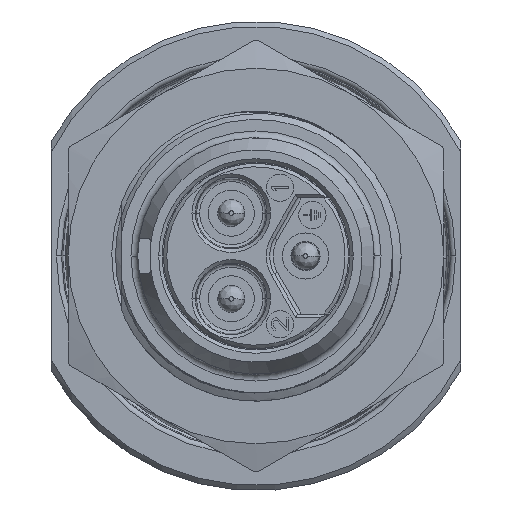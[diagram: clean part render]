
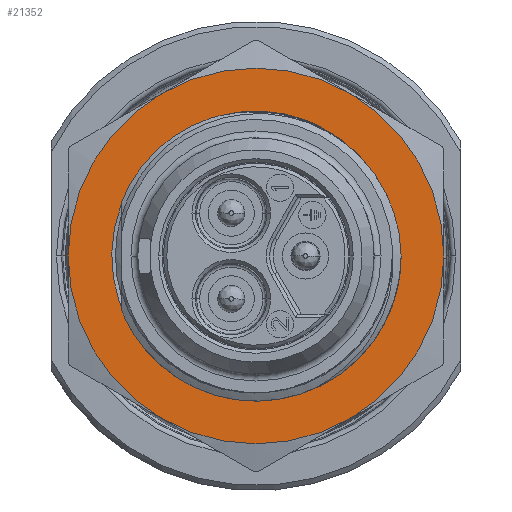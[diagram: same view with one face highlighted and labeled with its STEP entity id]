
A CAD part, left-side view. The second image highlights one B-rep face of the part: STEP entity #21352.
In plain terms, the highlighted planar face has unit normal (-1, 0, 0).
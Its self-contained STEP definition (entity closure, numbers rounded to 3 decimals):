
#1121=DIRECTION('',(0.,0.,1.));
#1122=VECTOR('',#1121,0.138);
#1123=CARTESIAN_POINT('',(11.5,20.55,-10.751));
#1124=LINE('1564',#1123,#1122);
#4526=CARTESIAN_POINT('',(11.5,15.277,-5.666));
#4527=CARTESIAN_POINT('',(11.5,15.19,-5.641));
#4528=CARTESIAN_POINT('',(11.5,15.016,-5.594));
#4529=CARTESIAN_POINT('',(11.5,14.84,-5.552));
#4530=CARTESIAN_POINT('',(11.5,14.752,-5.532));
#4574=CARTESIAN_POINT('',(11.5,12.65,-13.75));
#4575=DIRECTION('',(1.,0.,0.));
#4576=DIRECTION('',(0.,0.929,0.369));
#4577=AXIS2_PLACEMENT_3D('',#4574,#4575,#4576);
#4596=CARTESIAN_POINT('',(11.5,12.65,-13.75));
#4597=DIRECTION('',(1.,0.,0.));
#4598=DIRECTION('',(0.,-0.5,0.866));
#4599=AXIS2_PLACEMENT_3D('',#4596,#4597,#4598);
#4601=CARTESIAN_POINT('',(11.5,12.65,-13.75));
#4602=DIRECTION('',(1.,0.,0.));
#4603=DIRECTION('',(0.,-1.,0.));
#4604=AXIS2_PLACEMENT_3D('',#4601,#4602,#4603);
#4606=CARTESIAN_POINT('',(11.5,12.65,-13.75));
#4607=DIRECTION('',(-1.,0.,0.));
#4608=DIRECTION('',(0.,1.,0.));
#4609=AXIS2_PLACEMENT_3D('',#4606,#4607,#4608);
#4611=CARTESIAN_POINT('',(11.5,12.65,-13.75));
#4612=DIRECTION('',(-1.,0.,0.));
#4613=DIRECTION('',(0.,0.5,0.866));
#4614=AXIS2_PLACEMENT_3D('',#4611,#4612,#4613);
#4616=CARTESIAN_POINT('',(11.5,14.752,-5.532));
#4617=CARTESIAN_POINT('',(11.5,14.614,-5.499));
#4618=CARTESIAN_POINT('',(11.5,14.34,-5.44));
#4619=CARTESIAN_POINT('',(11.5,13.927,-5.374));
#4620=CARTESIAN_POINT('',(11.5,13.524,-5.331));
#4621=CARTESIAN_POINT('',(11.5,13.267,-5.317));
#4622=CARTESIAN_POINT('',(11.5,13.141,-5.314));
#4640=CARTESIAN_POINT('',(11.5,7.15,-4.224));
#4642=CARTESIAN_POINT('',(11.5,12.65,-13.75));
#4643=DIRECTION('',(-1.,0.,0.));
#4644=DIRECTION('',(0.,-0.5,0.866));
#4645=AXIS2_PLACEMENT_3D('',#4642,#4643,#4644);
#4896=CARTESIAN_POINT('',(11.5,18.15,-23.276));
#4898=CARTESIAN_POINT('',(11.5,12.65,-13.75));
#4899=DIRECTION('',(-1.,0.,0.));
#4900=DIRECTION('',(0.,0.5,-0.866));
#4901=AXIS2_PLACEMENT_3D('',#4898,#4899,#4900);
#4945=CARTESIAN_POINT('',(11.5,7.15,-23.276));
#4989=CARTESIAN_POINT('',(11.5,1.65,-13.75));
#7057=CARTESIAN_POINT('',(11.5,23.65,-13.75));
#7101=CARTESIAN_POINT('',(11.5,18.15,-4.224));
#7137=CARTESIAN_POINT('',(11.5,12.65,-13.75));
#7138=DIRECTION('',(1.,0.,0.));
#7139=DIRECTION('',(0.,0.058,0.998));
#7140=AXIS2_PLACEMENT_3D('',#7137,#7138,#7139);
#14042=VERTEX_POINT('',#4640);
#14045=VERTEX_POINT('',#4989);
#14048=VERTEX_POINT('',#4945);
#14060=VERTEX_POINT('',#4896);
#14063=VERTEX_POINT('',#7057);
#14066=VERTEX_POINT('',#7101);
#14072=CARTESIAN_POINT('',(11.5,20.55,-10.613));
#14073=CARTESIAN_POINT('',(11.5,15.277,-5.666));
#14074=VERTEX_POINT('',#14072);
#14075=VERTEX_POINT('',#14073);
#14076=VERTEX_POINT('',#4530);
#14081=CARTESIAN_POINT('',(11.5,20.55,-10.751));
#14082=VERTEX_POINT('',#14081);
#14091=VERTEX_POINT('',#4622);
#21324=CARTESIAN_POINT('',(11.5,12.65,-13.75));
#21325=DIRECTION('',(1.,0.,0.));
#21326=DIRECTION('',(0.,0.,-1.));
#21327=AXIS2_PLACEMENT_3D('',#21324,#21325,#21326);
#21328=PLANE('340',#21327);
#21330=ORIENTED_EDGE('1521',*,*,#21329,.F.);
#21332=ORIENTED_EDGE('1512',*,*,#21331,.T.);
#21334=ORIENTED_EDGE('1513',*,*,#21333,.T.);
#21336=ORIENTED_EDGE('1520',*,*,#21335,.F.);
#21338=ORIENTED_EDGE('1517',*,*,#21337,.F.);
#21340=ORIENTED_EDGE('1516',*,*,#21339,.F.);
#21341=EDGE_LOOP('340',(#21330,#21332,#21334,#21336,#21338,#21340));
#21342=FACE_OUTER_BOUND('340',#21341,.F.);
#21343=ORIENTED_EDGE('1550',*,*,#21317,.F.);
#21344=ORIENTED_EDGE('1564',*,*,#17889,.F.);
#21346=ORIENTED_EDGE('1692',*,*,#21345,.F.);
#21348=ORIENTED_EDGE('1672',*,*,#21347,.F.);
#21349=ORIENTED_EDGE('1552',*,*,#21305,.F.);
#21350=EDGE_LOOP('340',(#21343,#21344,#21346,#21348,#21349));
#21351=FACE_BOUND('340',#21350,.F.);
#4531=B_SPLINE_CURVE_WITH_KNOTS('1552',3,(#4526,#4527,#4528,#4529,#4530),
.UNSPECIFIED.,.F.,.F.,(4,1,4),(0.,0.5,1.),.UNSPECIFIED.);
#4578=CIRCLE('1550',#4577,8.5);
#4600=CIRCLE('1512',#4599,11.);
#4605=CIRCLE('1513',#4604,11.);
#4610=CIRCLE('1517',#4609,11.);
#4615=CIRCLE('1516',#4614,11.);
#4623=B_SPLINE_CURVE_WITH_KNOTS('1672',3,(#4616,#4617,#4618,#4619,#4620,#4621,
#4622),.UNSPECIFIED.,.F.,.F.,(4,1,1,1,4),(0.,0.25,0.5,0.75,1.),
.UNSPECIFIED.);
#4646=CIRCLE('1521',#4645,11.);
#4902=CIRCLE('1520',#4901,11.);
#7141=CIRCLE('1692',#7140,8.45);
#17889=EDGE_CURVE('1564',#14082,#14074,#1124,.T.);
#21305=EDGE_CURVE('1552',#14075,#14076,#4531,.T.);
#21317=EDGE_CURVE('1550',#14074,#14075,#4578,.T.);
#21329=EDGE_CURVE('1521',#14042,#14066,#4646,.T.);
#21331=EDGE_CURVE('1512',#14042,#14045,#4600,.T.);
#21333=EDGE_CURVE('1513',#14045,#14048,#4605,.T.);
#21335=EDGE_CURVE('1520',#14060,#14048,#4902,.T.);
#21337=EDGE_CURVE('1517',#14063,#14060,#4610,.T.);
#21339=EDGE_CURVE('1516',#14066,#14063,#4615,.T.);
#21345=EDGE_CURVE('1692',#14091,#14082,#7141,.T.);
#21347=EDGE_CURVE('1672',#14076,#14091,#4623,.T.);
#21352=ADVANCED_FACE('340',(#21342,#21351),#21328,.F.);
